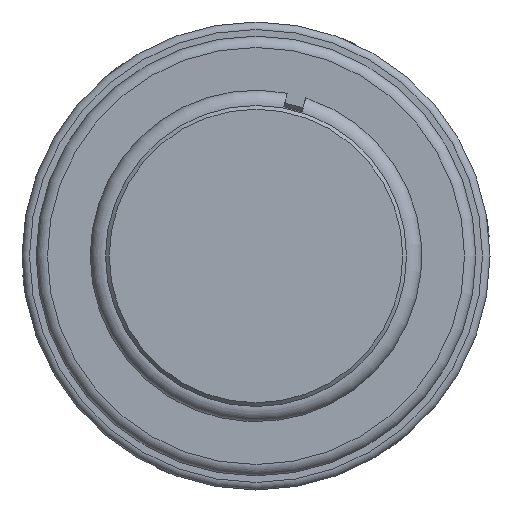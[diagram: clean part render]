
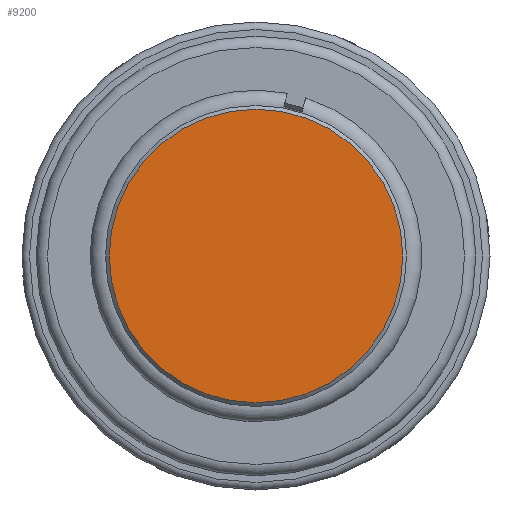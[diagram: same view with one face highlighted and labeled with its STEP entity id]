
A CAD part, left-side view. The second image highlights one B-rep face of the part: STEP entity #9200.
In plain terms, the highlighted planar face has unit normal (-1, 0, 0).
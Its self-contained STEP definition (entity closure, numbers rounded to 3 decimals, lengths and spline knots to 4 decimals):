
#918=PLANE('',#9783);
#1147=FACE_OUTER_BOUND('',#1658,.T.);
#1658=EDGE_LOOP('',(#5974));
#3301=CIRCLE('',#9784,7.775);
#3573=VERTEX_POINT('',#12214);
#4529=EDGE_CURVE('',#3573,#3573,#3301,.T.);
#5974=ORIENTED_EDGE('',*,*,#4529,.F.);
#9200=ADVANCED_FACE('',(#1147),#918,.T.);
#9783=AXIS2_PLACEMENT_3D('',#12213,#10472,#10473);
#9784=AXIS2_PLACEMENT_3D('',#12215,#10474,#10475);
#10472=DIRECTION('center_axis',(-1.,0.,0.));
#10473=DIRECTION('ref_axis',(0.,0.,1.));
#10474=DIRECTION('center_axis',(1.,0.,0.));
#10475=DIRECTION('ref_axis',(0.,1.,0.));
#12213=CARTESIAN_POINT('Origin',(0.,-6.7875,0.));
#12214=CARTESIAN_POINT('',(0.,-7.775,0.));
#12215=CARTESIAN_POINT('Origin',(0.,0.,0.));
